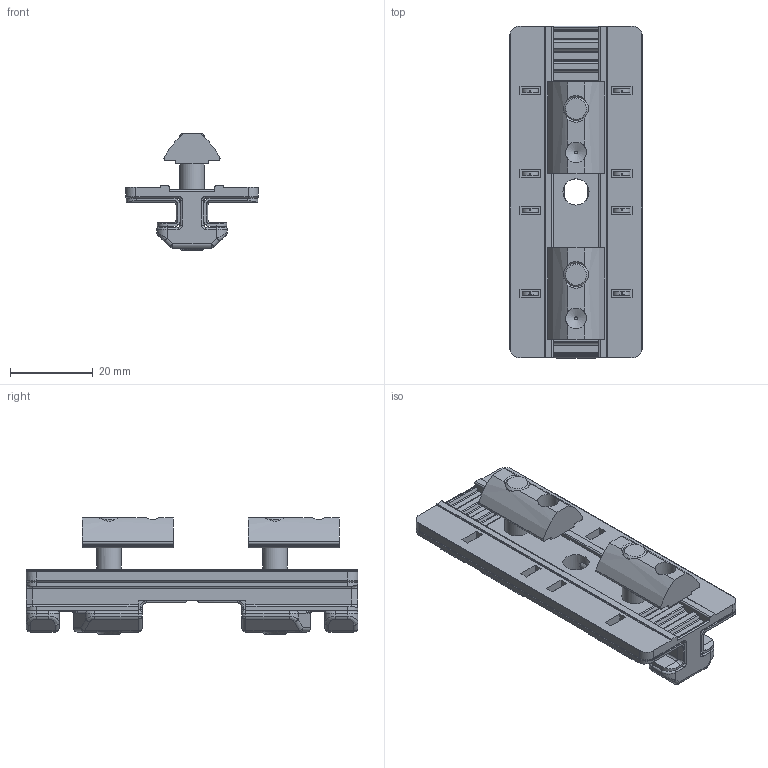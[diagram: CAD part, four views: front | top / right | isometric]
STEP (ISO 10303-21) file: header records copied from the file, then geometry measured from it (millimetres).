
FILE_DESCRIPTION(/* description */ ('Ślizg do profilu 80x32 - ustalony'),/* implementation_level */ '2;1');
FILE_NAME(/* name */ '127365.stp',/* time_stamp */ '2023-01-31T11:55:27+01:00',/* author */ ('aluteckkpl_am'),/* organization */ (''),/* preprocessor_version */ 'ST-DEVELOPER v18.1',/* originating_system */ 'Autodesk Inventor 2021',/* authorisation */ '');
FILE_SCHEMA (('CONFIG_CONTROL_DESIGN'));
Length unit declared in the file: centimetre
Products named in the file (1): 127365
Bounding box: 32 x 80 x 28 mm (x, y, z)
Volume: 18133.1 mm3; surface area: 14852.3 mm2
Topology: 1 solids, 1 shells, 656 faces, 1746 edges, 1071 vertices
Faces by surface type: plane 287, cylinder 243, torus 52, bspline 34, cone 20, sphere 20
Full cylindrical faces by diameter (mm): 5 x2, 6 x2, 6.3 x3
Entity records: 21985 total; most frequent: CARTESIAN_POINT 5239, ORIENTED_EDGE 3452, DIRECTION 3323, EDGE_CURVE 1726, AXIS2_PLACEMENT_3D 1163, VERTEX_POINT 1071, LINE 997, VECTOR 997
